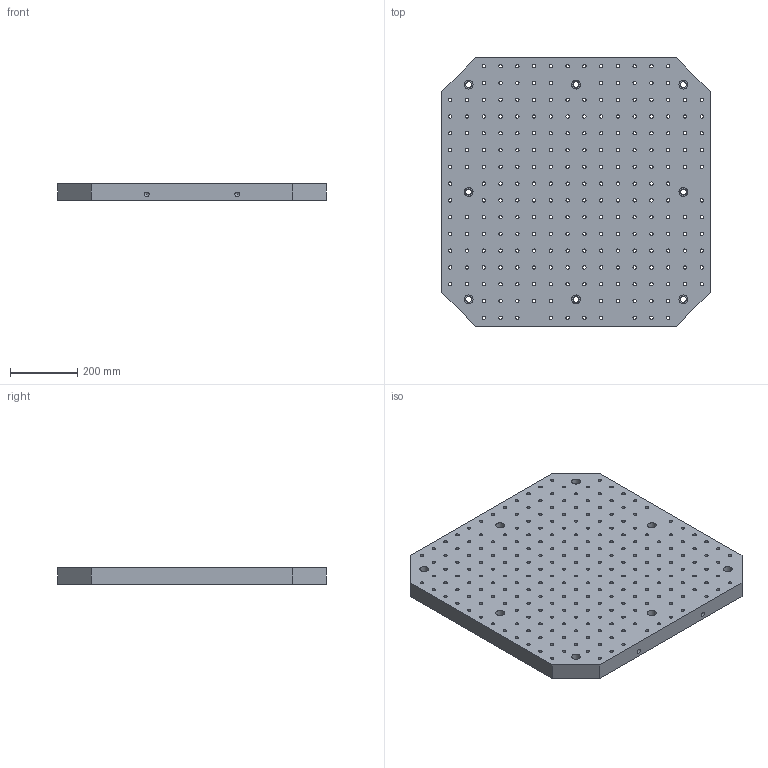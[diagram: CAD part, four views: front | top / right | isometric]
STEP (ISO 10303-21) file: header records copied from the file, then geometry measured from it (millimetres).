
FILE_DESCRIPTION( ( 'Unknown' ), '1' );
FILE_NAME( 'BP05-50800-0800-12.stp', 'Unknown', ( 'S.C.H' ), ( 'Unknown' ), 'XStep 1.0', 'Unknown', ' ' );
FILE_SCHEMA( ( 'CONFIG_CONTROL_DESIGN' ) );
Length unit declared in the file: millimetre
Products named in the file (1): 1
Bounding box: 800 x 800 x 50 mm (x, y, z)
Volume: 29926559.4 mm3; surface area: 1741173.6 mm2
Topology: 1 solids, 1 shells, 269 faces, 1014 edges, 755 vertices
Faces by surface type: cylinder 248, plane 18, cone 3
Full cylindrical faces by diameter (mm): 10.106 x229, 14 x3, 18 x8, 26 x8
Entity records: 8842 total; most frequent: DIRECTION 1556, CARTESIAN_POINT 1305, ORIENTED_EDGE 1040, EDGE_LOOP 1002, AXIS2_PLACEMENT_3D 766, EDGE_CURVE 520, FACE_OUTER_BOUND 517, VERTEX_POINT 515
